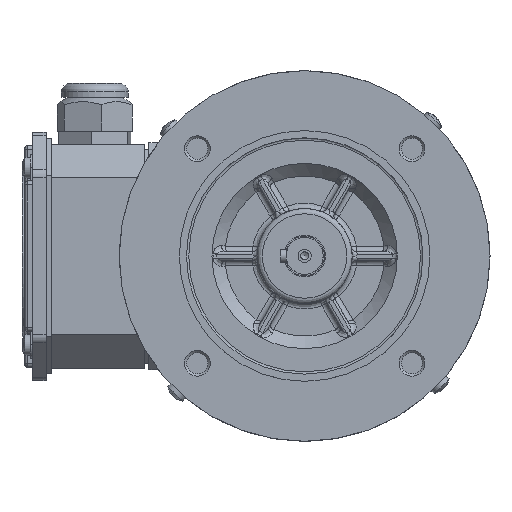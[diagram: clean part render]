
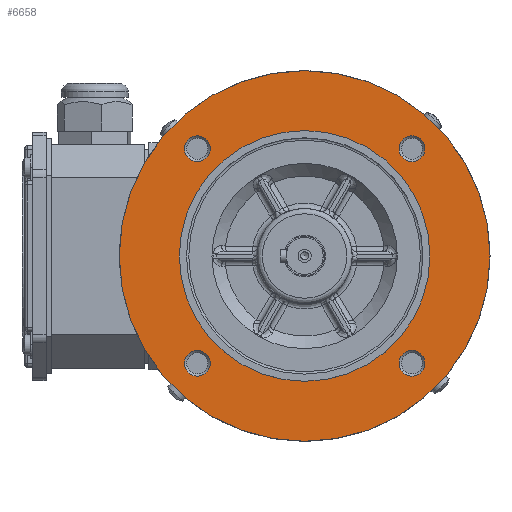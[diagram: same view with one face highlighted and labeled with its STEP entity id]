
A CAD part, top view. The second image highlights one B-rep face of the part: STEP entity #6658.
In plain terms, the highlighted planar face has unit normal (0, 0, 1).
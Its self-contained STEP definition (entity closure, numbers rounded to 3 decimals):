
#2662=FACE_BOUND('',#13473,.T.);
#2663=FACE_BOUND('',#13474,.T.);
#2664=FACE_BOUND('',#13475,.T.);
#2665=FACE_BOUND('',#13476,.T.);
#2666=FACE_BOUND('',#13477,.T.);
#2667=FACE_BOUND('',#13478,.T.);
#3951=CIRCLE('',#51193,47.5);
#4080=CIRCLE('',#51406,4.88);
#4083=CIRCLE('',#51412,4.88);
#4086=CIRCLE('',#51418,4.88);
#4089=CIRCLE('',#51424,4.88);
#4090=CIRCLE('',#51426,70.24);
#6658=ADVANCED_FACE('',(#2662,#2663,#2664,#2665,#2666,#2667),#8202,.F.);
#8202=PLANE('',#51538);
#13473=EDGE_LOOP('',(#33143));
#13474=EDGE_LOOP('',(#33144));
#13475=EDGE_LOOP('',(#33145));
#13476=EDGE_LOOP('',(#33146));
#13477=EDGE_LOOP('',(#33147));
#13478=EDGE_LOOP('',(#33148));
#33143=ORIENTED_EDGE('',*,*,#45372,.F.);
#33144=ORIENTED_EDGE('',*,*,#45378,.F.);
#33145=ORIENTED_EDGE('',*,*,#45379,.T.);
#33146=ORIENTED_EDGE('',*,*,#45011,.T.);
#33147=ORIENTED_EDGE('',*,*,#45375,.F.);
#33148=ORIENTED_EDGE('',*,*,#45369,.F.);
#38505=VERTEX_POINT('',#88596);
#38709=VERTEX_POINT('',#91822);
#38712=VERTEX_POINT('',#91831);
#38715=VERTEX_POINT('',#91840);
#38718=VERTEX_POINT('',#91849);
#38719=VERTEX_POINT('',#91852);
#45011=EDGE_CURVE('',#38505,#38505,#3951,.T.);
#45369=EDGE_CURVE('',#38709,#38709,#4080,.T.);
#45372=EDGE_CURVE('',#38712,#38712,#4083,.T.);
#45375=EDGE_CURVE('',#38715,#38715,#4086,.T.);
#45378=EDGE_CURVE('',#38718,#38718,#4089,.T.);
#45379=EDGE_CURVE('',#38719,#38719,#4090,.T.);
#51193=AXIS2_PLACEMENT_3D('',#88595,#61379,#61380);
#51406=AXIS2_PLACEMENT_3D('',#91821,#61890,#61891);
#51412=AXIS2_PLACEMENT_3D('',#91830,#61902,#61903);
#51418=AXIS2_PLACEMENT_3D('',#91839,#61914,#61915);
#51424=AXIS2_PLACEMENT_3D('',#91848,#61926,#61927);
#51426=AXIS2_PLACEMENT_3D('',#91851,#61930,#61931);
#51538=AXIS2_PLACEMENT_3D('',#93201,#62204,#62205);
#61379=DIRECTION('',(0.,0.,-1.));
#61380=DIRECTION('',(-1.,0.,0.));
#61890=DIRECTION('',(0.,0.,1.));
#61891=DIRECTION('',(-1.,0.,0.));
#61902=DIRECTION('',(0.,0.,1.));
#61903=DIRECTION('',(-1.,0.,0.));
#61914=DIRECTION('',(0.,0.,1.));
#61915=DIRECTION('',(-1.,0.,0.));
#61926=DIRECTION('',(0.,0.,1.));
#61927=DIRECTION('',(-1.,0.,0.));
#61930=DIRECTION('',(0.,0.,1.));
#61931=DIRECTION('',(-1.,0.,0.));
#62204=DIRECTION('',(0.,0.,-1.));
#62205=DIRECTION('',(-1.,0.,0.));
#88595=CARTESIAN_POINT('',(0.,0.,32.));
#88596=CARTESIAN_POINT('',(-47.5,0.,32.));
#91821=CARTESIAN_POINT('',(-40.659,40.659,32.));
#91822=CARTESIAN_POINT('',(-45.539,40.659,32.));
#91830=CARTESIAN_POINT('',(-40.659,-40.659,32.));
#91831=CARTESIAN_POINT('',(-45.539,-40.659,32.));
#91839=CARTESIAN_POINT('',(40.659,-40.659,32.));
#91840=CARTESIAN_POINT('',(35.779,-40.659,32.));
#91848=CARTESIAN_POINT('',(40.659,40.659,32.));
#91849=CARTESIAN_POINT('',(35.779,40.659,32.));
#91851=CARTESIAN_POINT('',(0.,0.,32.));
#91852=CARTESIAN_POINT('',(-70.24,0.,32.));
#93201=CARTESIAN_POINT('',(0.,0.,32.));
